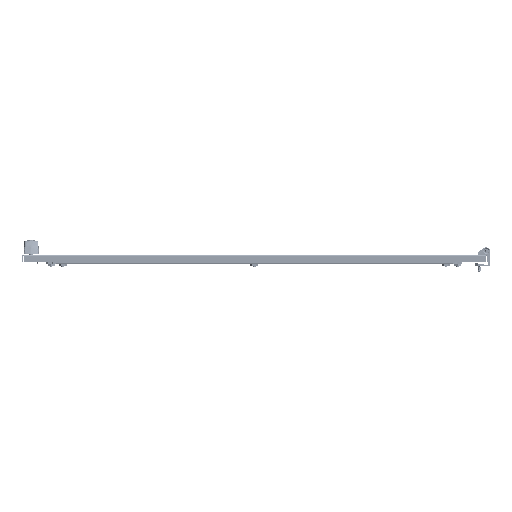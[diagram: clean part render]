
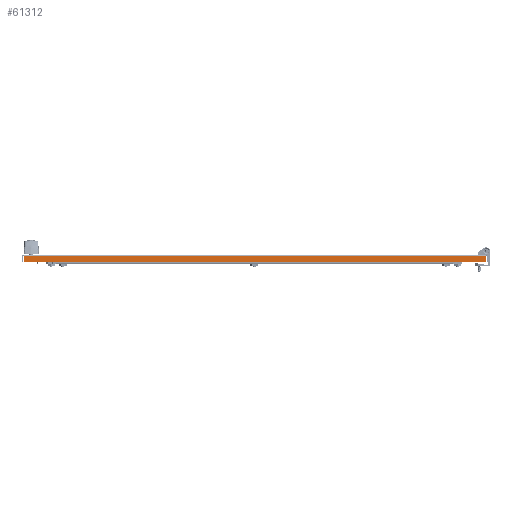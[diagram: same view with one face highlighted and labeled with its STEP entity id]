
A CAD part, front view. The second image highlights one B-rep face of the part: STEP entity #61312.
In plain terms, the highlighted planar face has unit normal (0, -1, 0).
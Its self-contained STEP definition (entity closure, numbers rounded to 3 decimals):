
#3570 = ORIENTED_EDGE ( 'NONE', *, *, #25326, .F. ) ;
#4305 = DIRECTION ( 'NONE',  ( 0., 0., 1. ) ) ;
#6014 = DIRECTION ( 'NONE',  ( 0., 0., 1. ) ) ;
#10140 = PLANE ( 'NONE',  #57775 ) ;
#10582 = DIRECTION ( 'NONE',  ( 0., 1., 0. ) ) ;
#10660 = CARTESIAN_POINT ( 'NONE',  ( 493., -695., 0. ) ) ;
#20505 = CARTESIAN_POINT ( 'NONE',  ( -493., -695., -4. ) ) ;
#22051 = VECTOR ( 'NONE', #43969, 1000. ) ;
#22469 = CARTESIAN_POINT ( 'NONE',  ( 493., -695., -4. ) ) ;
#24123 = LINE ( 'NONE', #10660, #72259 ) ;
#24519 = EDGE_LOOP ( 'NONE', ( #68909, #53471, #31536, #3570 ) ) ;
#25105 = VECTOR ( 'NONE', #6014, 1000. ) ;
#25326 = EDGE_CURVE ( 'NONE', #58572, #47810, #36833, .T. ) ;
#25381 = CARTESIAN_POINT ( 'NONE',  ( 0., -695., 0. ) ) ;
#25455 = VECTOR ( 'NONE', #37373, 1000. ) ;
#31536 = ORIENTED_EDGE ( 'NONE', *, *, #48332, .F. ) ;
#31659 = FACE_OUTER_BOUND ( 'NONE', #24519, .T. ) ;
#32149 = CARTESIAN_POINT ( 'NONE',  ( 493., -695., -15.8 ) ) ;
#34583 = EDGE_CURVE ( 'NONE', #36407, #70367, #79008, .T. ) ;
#36407 = VERTEX_POINT ( 'NONE', #20505 ) ;
#36833 = LINE ( 'NONE', #84782, #22051 ) ;
#37373 = DIRECTION ( 'NONE',  ( 1., 0., 0. ) ) ;
#43969 = DIRECTION ( 'NONE',  ( -1., 0., 0. ) ) ;
#46361 = LINE ( 'NONE', #60230, #25105 ) ;
#47810 = VERTEX_POINT ( 'NONE', #79646 ) ;
#48332 = EDGE_CURVE ( 'NONE', #47810, #36407, #46361, .T. ) ;
#51895 = DIRECTION ( 'NONE',  ( 0., 0., 1. ) ) ;
#53471 = ORIENTED_EDGE ( 'NONE', *, *, #34583, .F. ) ;
#57775 = AXIS2_PLACEMENT_3D ( 'NONE', #25381, #10582, #4305 ) ;
#58572 = VERTEX_POINT ( 'NONE', #32149 ) ;
#60230 = CARTESIAN_POINT ( 'NONE',  ( -493., -695., 0. ) ) ;
#61312 = ADVANCED_FACE ( 'NONE', ( #31659 ), #10140, .F. ) ;
#68909 = ORIENTED_EDGE ( 'NONE', *, *, #80414, .T. ) ;
#70367 = VERTEX_POINT ( 'NONE', #22469 ) ;
#72259 = VECTOR ( 'NONE', #51895, 1000. ) ;
#73168 = CARTESIAN_POINT ( 'NONE',  ( 0., -695., -4. ) ) ;
#79008 = LINE ( 'NONE', #73168, #25455 ) ;
#79646 = CARTESIAN_POINT ( 'NONE',  ( -493., -695., -15.8 ) ) ;
#80414 = EDGE_CURVE ( 'NONE', #58572, #70367, #24123, .T. ) ;
#84782 = CARTESIAN_POINT ( 'NONE',  ( 495., -695., -15.8 ) ) ;
